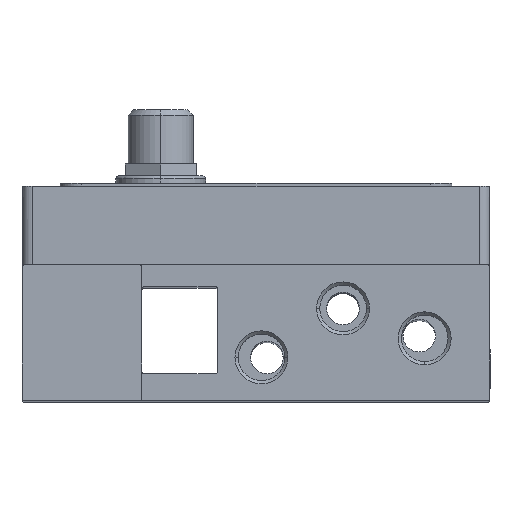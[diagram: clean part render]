
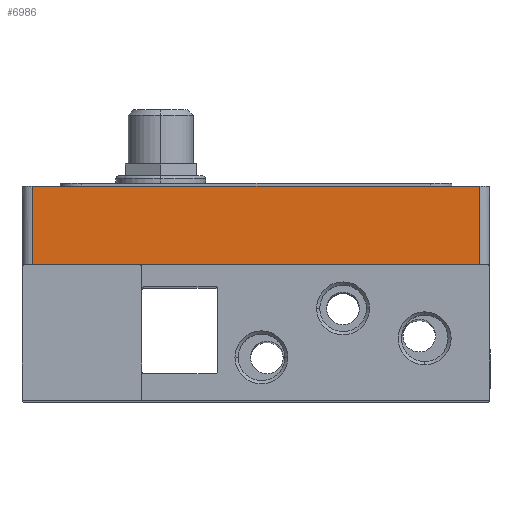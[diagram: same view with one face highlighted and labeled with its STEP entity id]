
A CAD part, top view. The second image highlights one B-rep face of the part: STEP entity #6986.
In plain terms, the highlighted planar face has unit normal (0, 0, 1).
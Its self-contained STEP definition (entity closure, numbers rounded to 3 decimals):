
#213 = ORIENTED_EDGE ( 'NONE', *, *, #2416, .T. ) ;
#919 = CARTESIAN_POINT ( 'NONE',  ( 84., 39.5, 20.5 ) ) ;
#1332 = CARTESIAN_POINT ( 'NONE',  ( 84., 39.5, 20.5 ) ) ;
#1722 = VERTEX_POINT ( 'NONE', #5647 ) ;
#1756 = PLANE ( 'NONE',  #3827 ) ;
#2042 = EDGE_CURVE ( 'NONE', #10025, #1722, #5655, .T. ) ;
#2416 = EDGE_CURVE ( 'NONE', #10025, #6049, #5484, .T. ) ;
#2476 = ORIENTED_EDGE ( 'NONE', *, *, #2897, .F. ) ;
#2799 = LINE ( 'NONE', #8636, #4561 ) ;
#2897 = EDGE_CURVE ( 'NONE', #10562, #6049, #7716, .T. ) ;
#3008 = VECTOR ( 'NONE', #3432, 1000. ) ;
#3432 = DIRECTION ( 'NONE',  ( 0., -1., 0. ) ) ;
#3827 = AXIS2_PLACEMENT_3D ( 'NONE', #9269, #8489, #9320 ) ;
#4436 = CARTESIAN_POINT ( 'NONE',  ( 84., 25., 20.5 ) ) ;
#4561 = VECTOR ( 'NONE', #6135, 1000. ) ;
#4696 = CARTESIAN_POINT ( 'NONE',  ( 85.5, 25., 20.5 ) ) ;
#4940 = VECTOR ( 'NONE', #8217, 1000. ) ;
#5484 = LINE ( 'NONE', #4696, #10998 ) ;
#5647 = CARTESIAN_POINT ( 'NONE',  ( 2., 39.5, 20.5 ) ) ;
#5655 = LINE ( 'NONE', #9031, #4940 ) ;
#5695 = DIRECTION ( 'NONE',  ( 1., 0., 0. ) ) ;
#5884 = FACE_OUTER_BOUND ( 'NONE', #8706, .T. ) ;
#6049 = VERTEX_POINT ( 'NONE', #4436 ) ;
#6135 = DIRECTION ( 'NONE',  ( 1., 0., 0. ) ) ;
#6986 = ADVANCED_FACE ( 'NONE', ( #5884 ), #1756, .F. ) ;
#7614 = EDGE_CURVE ( 'NONE', #1722, #10562, #2799, .T. ) ;
#7716 = LINE ( 'NONE', #919, #3008 ) ;
#7914 = CARTESIAN_POINT ( 'NONE',  ( 2., 25., 20.5 ) ) ;
#8217 = DIRECTION ( 'NONE',  ( 0., 1., 0. ) ) ;
#8489 = DIRECTION ( 'NONE',  ( 0., 0., -1. ) ) ;
#8636 = CARTESIAN_POINT ( 'NONE',  ( 2., 39.5, 20.5 ) ) ;
#8706 = EDGE_LOOP ( 'NONE', ( #2476, #9065, #10990, #213 ) ) ;
#9031 = CARTESIAN_POINT ( 'NONE',  ( 2., 39.5, 20.5 ) ) ;
#9065 = ORIENTED_EDGE ( 'NONE', *, *, #7614, .F. ) ;
#9269 = CARTESIAN_POINT ( 'NONE',  ( 2., 39.5, 20.5 ) ) ;
#9320 = DIRECTION ( 'NONE',  ( -1., 0., 0. ) ) ;
#10025 = VERTEX_POINT ( 'NONE', #7914 ) ;
#10562 = VERTEX_POINT ( 'NONE', #1332 ) ;
#10990 = ORIENTED_EDGE ( 'NONE', *, *, #2042, .F. ) ;
#10998 = VECTOR ( 'NONE', #5695, 1000. ) ;
